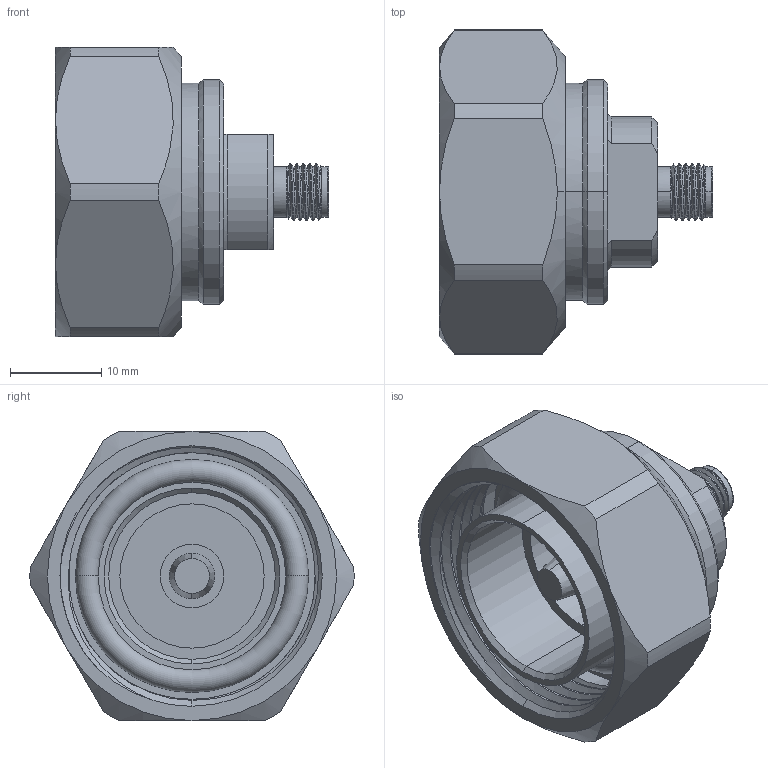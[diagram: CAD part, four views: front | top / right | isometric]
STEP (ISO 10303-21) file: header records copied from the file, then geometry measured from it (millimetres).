
FILE_DESCRIPTION (( 'STEP AP203' ), '1' );
FILE_NAME ('LCAD91036_3D.STEP', '2022-08-22T19:29:32', ( '' ), ( '' ), 'SwSTEP 2.0', 'SolidWorks 2021', '' );
FILE_SCHEMA (( 'CONFIG_CONTROL_DESIGN' ));
Length unit declared in the file: inch
Products named in the file (1): LCAD91036_3D
Bounding box: 30 x 35.58 x 31.75 mm (x, y, z)
Volume: 9538.4 mm3; surface area: 7434.7 mm2
Topology: 1 solids, 2 shells, 138 faces, 338 edges, 216 vertices
Faces by surface type: cylinder 58, cone 36, plane 32, torus 6, bspline 6
Entity records: 7673 total; most frequent: CARTESIAN_POINT 4499, ORIENTED_EDGE 676, DIRECTION 624, EDGE_CURVE 338, AXIS2_PLACEMENT_3D 260, VERTEX_POINT 216, EDGE_LOOP 152, FACE_OUTER_BOUND 138
